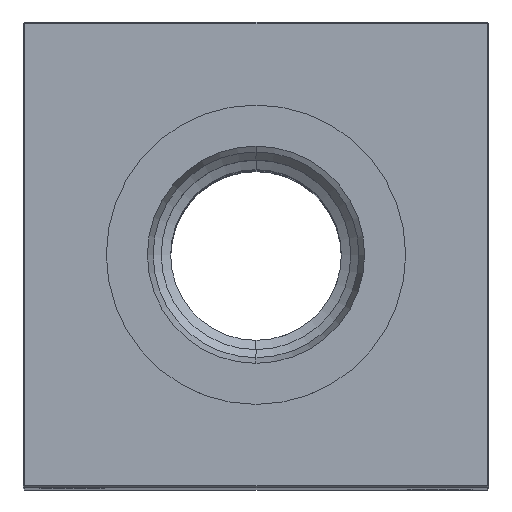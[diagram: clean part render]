
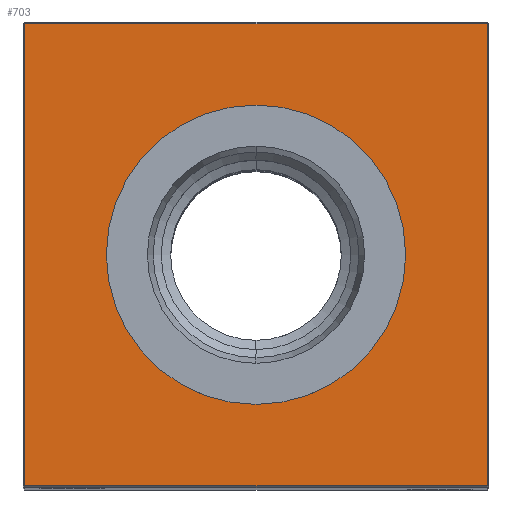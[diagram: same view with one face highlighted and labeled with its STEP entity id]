
A CAD part, top view. The second image highlights one B-rep face of the part: STEP entity #703.
In plain terms, the highlighted planar face has unit normal (0, 0, 1).
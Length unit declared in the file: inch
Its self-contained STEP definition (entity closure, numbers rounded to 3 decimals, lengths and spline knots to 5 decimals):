
#703 = ADVANCED_FACE ( 'NONE', ( #15744, #2642 ), #19882, .F. ) ;
#2092 = CARTESIAN_POINT ( 'NONE',  ( -1.49, 0., 9.25 ) ) ;
#2642 = FACE_BOUND ( 'NONE', #5772, .T. ) ;
#2974 = CARTESIAN_POINT ( 'NONE',  ( 1.49, 0., 9.25 ) ) ;
#3131 = CARTESIAN_POINT ( 'NONE',  ( 0., 1.49, 9.25 ) ) ;
#3736 = DIRECTION ( 'NONE',  ( -1., 0., 0. ) ) ;
#4350 = CARTESIAN_POINT ( 'NONE',  ( 0., 0., 9.25 ) ) ;
#4412 = AXIS2_PLACEMENT_3D ( 'NONE', #5670, #5398, #12086 ) ;
#5398 = DIRECTION ( 'NONE',  ( 0., 0., -1. ) ) ;
#5670 = CARTESIAN_POINT ( 'NONE',  ( 0., 0., 9.25 ) ) ;
#5772 = EDGE_LOOP ( 'NONE', ( #20349, #18105 ) ) ;
#6151 = CARTESIAN_POINT ( 'NONE',  ( 0., 0., 9.25 ) ) ;
#6274 = CARTESIAN_POINT ( 'NONE',  ( -1.49, 1.49, 9.25 ) ) ;
#6512 = EDGE_CURVE ( 'NONE', #23179, #12238, #15345, .T. ) ;
#7116 = DIRECTION ( 'NONE',  ( 1., 0., 0. ) ) ;
#7669 = ORIENTED_EDGE ( 'NONE', *, *, #6512, .T. ) ;
#8548 = EDGE_CURVE ( 'NONE', #12238, #25330, #9259, .T. ) ;
#9036 = CARTESIAN_POINT ( 'NONE',  ( 1.49, 1.49, 9.25 ) ) ;
#9259 = LINE ( 'NONE', #11816, #17099 ) ;
#10899 = DIRECTION ( 'NONE',  ( 0., 0., -1. ) ) ;
#11022 = EDGE_CURVE ( 'NONE', #19260, #18366, #24416, .T. ) ;
#11508 = VERTEX_POINT ( 'NONE', #9036 ) ;
#11816 = CARTESIAN_POINT ( 'NONE',  ( 0., -1.49, 9.25 ) ) ;
#11902 = EDGE_CURVE ( 'NONE', #11508, #23179, #27460, .T. ) ;
#12086 = DIRECTION ( 'NONE',  ( -1., 0., 0. ) ) ;
#12238 = VERTEX_POINT ( 'NONE', #22615 ) ;
#13461 = VECTOR ( 'NONE', #22926, 39.37008 ) ;
#13785 = AXIS2_PLACEMENT_3D ( 'NONE', #6151, #23254, #3736 ) ;
#14061 = CARTESIAN_POINT ( 'NONE',  ( 1.49, -1.49, 9.25 ) ) ;
#15345 = LINE ( 'NONE', #2092, #28061 ) ;
#15383 = EDGE_LOOP ( 'NONE', ( #7669, #27579, #18254, #25208 ) ) ;
#15744 = FACE_OUTER_BOUND ( 'NONE', #15383, .T. ) ;
#17099 = VECTOR ( 'NONE', #7116, 39.37008 ) ;
#17420 = CARTESIAN_POINT ( 'NONE',  ( 0., -0.96457, 9.25 ) ) ;
#17740 = DIRECTION ( 'NONE',  ( -1., 0., 0. ) ) ;
#18105 = ORIENTED_EDGE ( 'NONE', *, *, #11022, .T. ) ;
#18254 = ORIENTED_EDGE ( 'NONE', *, *, #21552, .T. ) ;
#18366 = VERTEX_POINT ( 'NONE', #23299 ) ;
#19260 = VERTEX_POINT ( 'NONE', #17420 ) ;
#19882 = PLANE ( 'NONE',  #23083 ) ;
#19900 = DIRECTION ( 'NONE',  ( 0., -1., 0. ) ) ;
#20081 = VECTOR ( 'NONE', #20363, 39.37008 ) ;
#20221 = LINE ( 'NONE', #2974, #20081 ) ;
#20349 = ORIENTED_EDGE ( 'NONE', *, *, #25743, .T. ) ;
#20363 = DIRECTION ( 'NONE',  ( 0., 1., 0. ) ) ;
#21552 = EDGE_CURVE ( 'NONE', #25330, #11508, #20221, .T. ) ;
#22615 = CARTESIAN_POINT ( 'NONE',  ( -1.49, -1.49, 9.25 ) ) ;
#22926 = DIRECTION ( 'NONE',  ( -1., 0., 0. ) ) ;
#23083 = AXIS2_PLACEMENT_3D ( 'NONE', #4350, #10899, #17740 ) ;
#23179 = VERTEX_POINT ( 'NONE', #6274 ) ;
#23254 = DIRECTION ( 'NONE',  ( 0., 0., -1. ) ) ;
#23299 = CARTESIAN_POINT ( 'NONE',  ( 0., 0.96457, 9.25 ) ) ;
#23322 = CIRCLE ( 'NONE', #13785, 0.96457 ) ;
#24416 = CIRCLE ( 'NONE', #4412, 0.96457 ) ;
#25208 = ORIENTED_EDGE ( 'NONE', *, *, #11902, .T. ) ;
#25330 = VERTEX_POINT ( 'NONE', #14061 ) ;
#25743 = EDGE_CURVE ( 'NONE', #18366, #19260, #23322, .T. ) ;
#27460 = LINE ( 'NONE', #3131, #13461 ) ;
#27579 = ORIENTED_EDGE ( 'NONE', *, *, #8548, .T. ) ;
#28061 = VECTOR ( 'NONE', #19900, 39.37008 ) ;
